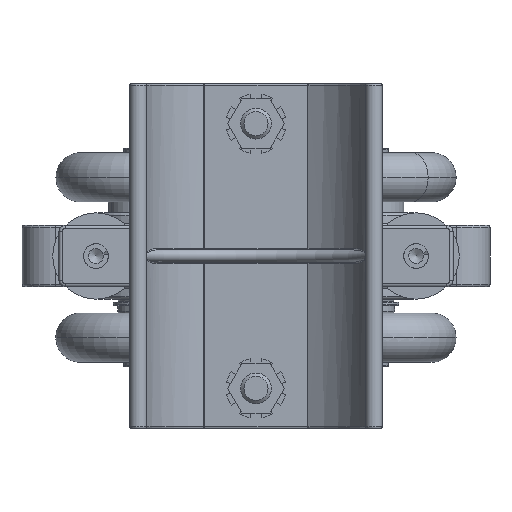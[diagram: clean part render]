
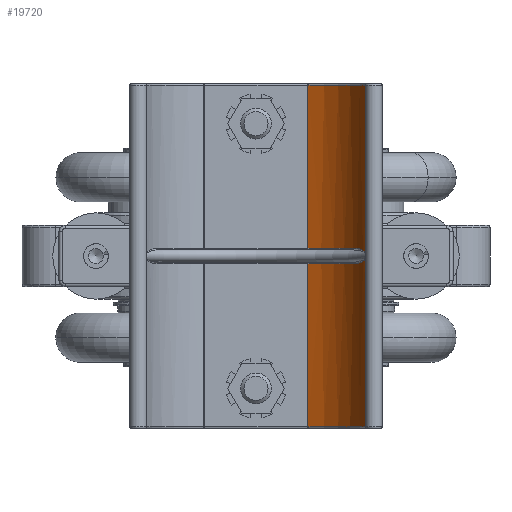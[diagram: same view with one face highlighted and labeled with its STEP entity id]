
A CAD part, front view. The second image highlights one B-rep face of the part: STEP entity #19720.
In plain terms, the highlighted cylindrical face has radius 29.53 mm (diameter 59.061 mm), a partial arc.
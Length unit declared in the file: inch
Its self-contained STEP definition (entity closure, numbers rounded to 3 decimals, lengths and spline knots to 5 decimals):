
#19306=CARTESIAN_POINT('',(2.18479,0.48687,1.67188));
#19307=VERTEX_POINT('',#19306);
#19324=CARTESIAN_POINT('',(1.7231,0.91236,1.67188));
#19325=VERTEX_POINT('',#19324);
#19333=CARTESIAN_POINT('',(1.19531,-0.12356,1.67188));
#19334=DIRECTION('',(0.0,0.0,-1.0));
#19335=DIRECTION('',(0.698,0.716,0.0));
#19336=AXIS2_PLACEMENT_3D('',#19333,#19334,#19335);
#19337=CIRCLE('',#19336,1.16262);
#19338=EDGE_CURVE('',#19325,#19307,#19337,.T.);
#19429=CARTESIAN_POINT('',(2.18479,0.48687,1.82813));
#19430=VERTEX_POINT('',#19429);
#19461=CARTESIAN_POINT('',(2.18479,0.48687,1.67188));
#19462=CARTESIAN_POINT('',(2.20175,0.45937,1.67188));
#19463=CARTESIAN_POINT('',(2.23374,0.40236,1.67392));
#19464=CARTESIAN_POINT('',(2.26729,0.32842,1.68301));
#19465=CARTESIAN_POINT('',(2.28974,0.26971,1.69701));
#19466=CARTESIAN_POINT('',(2.30205,0.23309,1.71072));
#19467=CARTESIAN_POINT('',(2.30901,0.21024,1.72593));
#19468=CARTESIAN_POINT('',(2.31159,0.20144,1.73694));
#19469=CARTESIAN_POINT('',(2.31246,0.19843,1.74433));
#19470=CARTESIAN_POINT('',(2.31289,0.19692,1.75662));
#19471=CARTESIAN_POINT('',(2.30987,0.20744,1.77242));
#19472=CARTESIAN_POINT('',(2.30185,0.23369,1.78946));
#19473=CARTESIAN_POINT('',(2.28961,0.27007,1.80311));
#19474=CARTESIAN_POINT('',(2.26705,0.32902,1.81706));
#19475=CARTESIAN_POINT('',(2.23362,0.40254,1.82612));
#19476=CARTESIAN_POINT('',(2.20175,0.45937,1.82813));
#19477=CARTESIAN_POINT('',(2.18479,0.48687,1.82813));
#19478=B_SPLINE_CURVE_WITH_KNOTS('',3,(#19461,#19462,#19463,#19464,#19465,#19466,#19467,#19468,#19469,#19470,#19471,#19472,#19473,#19474,#19475,#19476,#19477),.UNSPECIFIED.,.F.,.U.,(4,1,1,1,1,1,1,1,1,1,1,1,1,1,4),(-1.70048,-1.45756,-1.21463,-1.09317,-0.9717,-0.91097,-0.88061,-0.86542,-0.85024,-0.78951,-0.72878,-0.60732,-0.48585,-0.24293,0.0),.UNSPECIFIED.);
#19479=EDGE_CURVE('',#19307,#19430,#19478,.T.);
#19489=CARTESIAN_POINT('',(1.7231,0.91236,1.82813));
#19490=VERTEX_POINT('',#19489);
#19506=CARTESIAN_POINT('',(1.19531,-0.12356,1.82813));
#19507=DIRECTION('',(0.0,0.0,1.0));
#19508=DIRECTION('',(0.698,0.716,0.0));
#19509=AXIS2_PLACEMENT_3D('',#19506,#19507,#19508);
#19510=CIRCLE('',#19509,1.16262);
#19511=EDGE_CURVE('',#19430,#19490,#19510,.T.);
#19658=CARTESIAN_POINT('',(1.7231,0.91236,3.48438));
#19659=VERTEX_POINT('',#19658);
#19660=CARTESIAN_POINT('',(1.7231,0.91236,1.82813));
#19661=DIRECTION('',(0.0,0.0,1.0));
#19662=VECTOR('',#19661,1.65625);
#19663=LINE('',#19660,#19662);
#19664=EDGE_CURVE('',#19490,#19659,#19663,.T.);
#19677=CARTESIAN_POINT('',(1.19531,-0.12356,0.0));
#19678=DIRECTION('',(0.0,0.0,1.0));
#19679=DIRECTION('',(-0.964,-0.268,0.0));
#19680=AXIS2_PLACEMENT_3D('',#19677,#19678,#19679);
#19681=CYLINDRICAL_SURFACE('',#19680,1.16262);
#19682=ORIENTED_EDGE('',*,*,#19511,.F.);
#19683=ORIENTED_EDGE('',*,*,#19479,.F.);
#19684=ORIENTED_EDGE('',*,*,#19338,.F.);
#19685=CARTESIAN_POINT('',(1.7231,0.91236,0.01563));
#19686=VERTEX_POINT('',#19685);
#19687=CARTESIAN_POINT('',(1.7231,0.91236,0.01563));
#19688=DIRECTION('',(0.0,0.0,1.0));
#19689=VECTOR('',#19688,1.65625);
#19690=LINE('',#19687,#19689);
#19691=EDGE_CURVE('',#19686,#19325,#19690,.T.);
#19692=ORIENTED_EDGE('',*,*,#19691,.F.);
#19693=CARTESIAN_POINT('',(2.31484,0.19003,0.01563));
#19694=VERTEX_POINT('',#19693);
#19695=CARTESIAN_POINT('',(1.19531,-0.12356,0.01563));
#19696=DIRECTION('',(0.0,0.0,1.));
#19697=DIRECTION('',(0.774,0.634,0.0));
#19698=AXIS2_PLACEMENT_3D('',#19695,#19696,#19697);
#19699=CIRCLE('',#19698,1.16262);
#19700=EDGE_CURVE('',#19694,#19686,#19699,.T.);
#19701=ORIENTED_EDGE('',*,*,#19700,.F.);
#19702=CARTESIAN_POINT('',(2.31484,0.19003,3.48438));
#19703=VERTEX_POINT('',#19702);
#19704=CARTESIAN_POINT('',(2.31484,0.19003,3.48438));
#19705=DIRECTION('',(0.0,0.0,-1.0));
#19706=VECTOR('',#19705,3.46875);
#19707=LINE('',#19704,#19706);
#19708=EDGE_CURVE('',#19703,#19694,#19707,.T.);
#19709=ORIENTED_EDGE('',*,*,#19708,.F.);
#19710=CARTESIAN_POINT('',(1.19531,-0.12356,3.48438));
#19711=DIRECTION('',(0.0,0.0,-1.));
#19712=DIRECTION('',(0.774,0.634,0.0));
#19713=AXIS2_PLACEMENT_3D('',#19710,#19711,#19712);
#19714=CIRCLE('',#19713,1.16262);
#19715=EDGE_CURVE('',#19659,#19703,#19714,.T.);
#19716=ORIENTED_EDGE('',*,*,#19715,.F.);
#19717=ORIENTED_EDGE('',*,*,#19664,.F.);
#19718=EDGE_LOOP('',(#19682,#19683,#19684,#19692,#19701,#19709,#19716,#19717));
#19719=FACE_OUTER_BOUND('',#19718,.T.);
#19720=ADVANCED_FACE('',(#19719),#19681,.F.);
